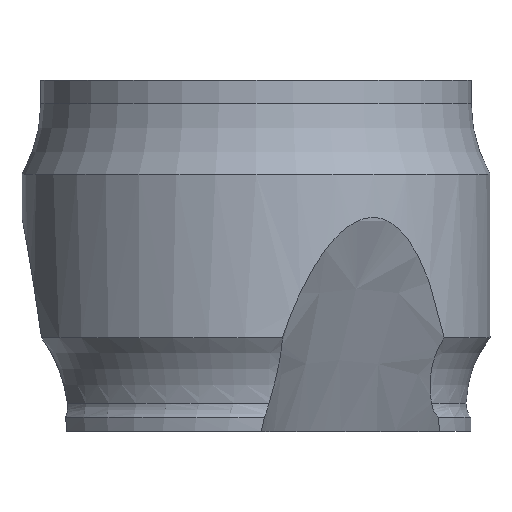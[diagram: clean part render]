
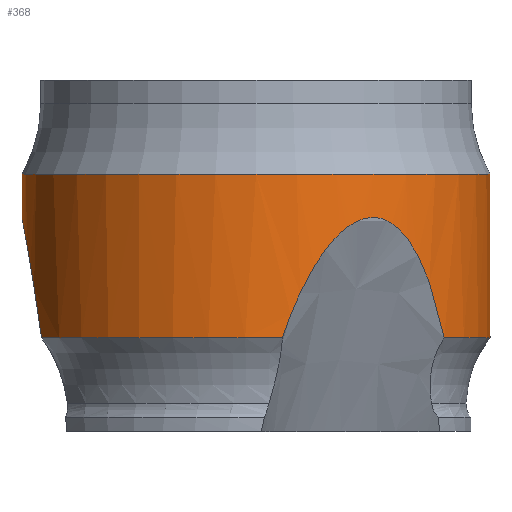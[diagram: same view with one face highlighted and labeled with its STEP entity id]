
A CAD part, left-side view. The second image highlights one B-rep face of the part: STEP entity #368.
In plain terms, the highlighted cylindrical face has radius 50 mm (diameter 100 mm), a full revolution.
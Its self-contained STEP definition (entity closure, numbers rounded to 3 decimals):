
#16=LINE('',#915,#19);
#19=VECTOR('',#522,50.);
#41=CYLINDRICAL_SURFACE('',#425,50.);
#60=FACE_OUTER_BOUND('',#82,.T.);
#82=EDGE_LOOP('',(#320,#321,#322,#323,#324,#325,#326,#327,#328,#329,#330));
#87=CIRCLE('',#387,50.);
#98=CIRCLE('',#411,50.);
#99=CIRCLE('',#414,50.);
#103=CIRCLE('',#426,50.);
#104=CIRCLE('',#427,50.);
#115=B_SPLINE_CURVE_WITH_KNOTS('',3,(#620,#621,#622,#623,#624,#625,#626,
#627,#628,#629,#630,#631,#632,#633),.UNSPECIFIED.,.F.,.F.,(4,2,2,2,2,2,
4),(-6.522,-6.322,-6.122,-5.723,
-4.976,-4.23,-3.209),.UNSPECIFIED.);
#119=B_SPLINE_CURVE_WITH_KNOTS('',3,(#656,#657,#658,#659,#660,#661,#662,
#663,#664,#665,#666,#667,#668,#669),.UNSPECIFIED.,.F.,.F.,(4,2,2,2,2,2,
4),(-9.835,-8.814,-8.068,-7.322,
-6.922,-6.722,-6.522),.UNSPECIFIED.);
#123=B_SPLINE_CURVE_WITH_KNOTS('',3,(#702,#703,#704,#705,#706,#707,#708,
#709,#710,#711,#712,#713,#714,#715,#716,#717,#718,#719,#720,#721,#722,#723,
#724,#725,#726,#727),.UNSPECIFIED.,.F.,.F.,(4,2,2,2,2,2,2,2,2,2,2,2,4),
(-9.835,-8.814,-8.068,-7.322,
-6.922,-6.722,-6.522,-6.322,
-6.122,-5.723,-4.976,-4.23,
-3.209),.UNSPECIFIED.);
#130=B_SPLINE_CURVE_WITH_KNOTS('',3,(#784,#785,#786,#787,#788,#789,#790,
#791,#792,#793,#794,#795,#796,#797,#798,#799,#800,#801,#802,#803,#804,#805,
#806,#807,#808,#809),.UNSPECIFIED.,.F.,.F.,(4,2,2,2,2,2,2,2,2,2,2,2,4),
(-9.835,-8.814,-8.068,-7.322,
-6.922,-6.722,-6.522,-6.322,
-6.122,-5.723,-4.976,-4.23,
-3.209),.UNSPECIFIED.);
#136=VERTEX_POINT('',#541);
#137=VERTEX_POINT('',#550);
#153=VERTEX_POINT('',#618);
#154=VERTEX_POINT('',#619);
#159=VERTEX_POINT('',#690);
#160=VERTEX_POINT('',#701);
#164=VERTEX_POINT('',#753);
#168=VERTEX_POINT('',#911);
#169=VERTEX_POINT('',#912);
#174=EDGE_CURVE('',#137,#136,#87,.T.);
#194=EDGE_CURVE('',#153,#154,#115,.F.);
#198=EDGE_CURVE('',#154,#137,#119,.F.);
#204=EDGE_CURVE('',#159,#153,#98,.T.);
#205=EDGE_CURVE('',#136,#160,#123,.F.);
#210=EDGE_CURVE('',#160,#164,#99,.T.);
#215=EDGE_CURVE('',#164,#159,#130,.F.);
#222=EDGE_CURVE('',#168,#169,#103,.T.);
#223=EDGE_CURVE('',#169,#168,#104,.T.);
#224=EDGE_CURVE('',#169,#154,#16,.T.);
#320=ORIENTED_EDGE('',*,*,#222,.F.);
#321=ORIENTED_EDGE('',*,*,#223,.F.);
#322=ORIENTED_EDGE('',*,*,#224,.T.);
#323=ORIENTED_EDGE('',*,*,#198,.T.);
#324=ORIENTED_EDGE('',*,*,#174,.T.);
#325=ORIENTED_EDGE('',*,*,#205,.T.);
#326=ORIENTED_EDGE('',*,*,#210,.T.);
#327=ORIENTED_EDGE('',*,*,#215,.T.);
#328=ORIENTED_EDGE('',*,*,#204,.T.);
#329=ORIENTED_EDGE('',*,*,#194,.T.);
#330=ORIENTED_EDGE('',*,*,#224,.F.);
#368=ADVANCED_FACE('',(#60),#41,.T.);
#387=AXIS2_PLACEMENT_3D('',#551,#439,#440);
#411=AXIS2_PLACEMENT_3D('',#699,#487,#488);
#414=AXIS2_PLACEMENT_3D('',#762,#493,#494);
#425=AXIS2_PLACEMENT_3D('',#910,#516,#517);
#426=AXIS2_PLACEMENT_3D('',#913,#518,#519);
#427=AXIS2_PLACEMENT_3D('',#914,#520,#521);
#439=DIRECTION('center_axis',(0.,0.,1.));
#440=DIRECTION('ref_axis',(1.,0.,0.));
#487=DIRECTION('center_axis',(0.,0.,1.));
#488=DIRECTION('ref_axis',(1.,0.,0.));
#493=DIRECTION('center_axis',(0.,0.,1.));
#494=DIRECTION('ref_axis',(1.,0.,0.));
#516=DIRECTION('center_axis',(0.,0.,1.));
#517=DIRECTION('ref_axis',(0.,-1.,0.));
#518=DIRECTION('center_axis',(0.,0.,1.));
#519=DIRECTION('ref_axis',(1.,0.,0.));
#520=DIRECTION('center_axis',(0.,0.,1.));
#521=DIRECTION('ref_axis',(1.,0.,0.));
#522=DIRECTION('',(0.,0.,-1.));
#541=CARTESIAN_POINT('',(-49.682,-5.632,20.));
#550=CARTESIAN_POINT('',(-19.964,45.842,20.));
#551=CARTESIAN_POINT('Origin',(0.,0.,20.));
#618=CARTESIAN_POINT('',(19.964,45.842,20.));
#619=CARTESIAN_POINT('',(0.,50.,45.717));
#620=CARTESIAN_POINT('Ctrl Pts',(0.,50.,
45.717));
#621=CARTESIAN_POINT('Ctrl Pts',(0.666,50.,45.717));
#622=CARTESIAN_POINT('Ctrl Pts',(1.35,49.986,45.643));
#623=CARTESIAN_POINT('Ctrl Pts',(2.707,49.931,45.344));
#624=CARTESIAN_POINT('Ctrl Pts',(3.38,49.89,45.119));
#625=CARTESIAN_POINT('Ctrl Pts',(5.325,49.733,44.26));
#626=CARTESIAN_POINT('Ctrl Pts',(6.525,49.583,43.437));
#627=CARTESIAN_POINT('Ctrl Pts',(9.418,49.142,40.983));
#628=CARTESIAN_POINT('Ctrl Pts',(11.101,48.776,38.907));
#629=CARTESIAN_POINT('Ctrl Pts',(14.03,48.015,34.43));
#630=CARTESIAN_POINT('Ctrl Pts',(15.275,47.622,32.029));
#631=CARTESIAN_POINT('Ctrl Pts',(17.689,46.79,26.72));
#632=CARTESIAN_POINT('Ctrl Pts',(18.906,46.302,23.426));
#633=CARTESIAN_POINT('Ctrl Pts',(19.964,45.842,20.));
#656=CARTESIAN_POINT('Ctrl Pts',(-19.964,45.842,20.));
#657=CARTESIAN_POINT('Ctrl Pts',(-18.906,46.302,23.426));
#658=CARTESIAN_POINT('Ctrl Pts',(-17.689,46.79,26.72));
#659=CARTESIAN_POINT('Ctrl Pts',(-15.275,47.622,32.029));
#660=CARTESIAN_POINT('Ctrl Pts',(-14.03,48.015,34.43));
#661=CARTESIAN_POINT('Ctrl Pts',(-11.101,48.776,38.907));
#662=CARTESIAN_POINT('Ctrl Pts',(-9.418,49.142,40.983));
#663=CARTESIAN_POINT('Ctrl Pts',(-6.525,49.583,43.437));
#664=CARTESIAN_POINT('Ctrl Pts',(-5.325,49.733,44.26));
#665=CARTESIAN_POINT('Ctrl Pts',(-3.38,49.89,45.119));
#666=CARTESIAN_POINT('Ctrl Pts',(-2.707,49.931,45.344));
#667=CARTESIAN_POINT('Ctrl Pts',(-1.35,49.986,45.643));
#668=CARTESIAN_POINT('Ctrl Pts',(-0.666,50.,45.717));
#669=CARTESIAN_POINT('Ctrl Pts',(0.,50.,
45.717));
#690=CARTESIAN_POINT('',(49.682,-5.632,20.));
#699=CARTESIAN_POINT('Origin',(0.,0.,20.));
#701=CARTESIAN_POINT('',(-29.718,-40.21,20.));
#702=CARTESIAN_POINT('Ctrl Pts',(-29.718,-40.21,20.));
#703=CARTESIAN_POINT('Ctrl Pts',(-30.646,-39.524,23.426));
#704=CARTESIAN_POINT('Ctrl Pts',(-31.676,-38.714,26.72));
#705=CARTESIAN_POINT('Ctrl Pts',(-33.604,-37.039,32.029));
#706=CARTESIAN_POINT('Ctrl Pts',(-34.567,-36.158,34.43));
#707=CARTESIAN_POINT('Ctrl Pts',(-36.69,-34.002,38.907));
#708=CARTESIAN_POINT('Ctrl Pts',(-37.849,-32.727,40.983));
#709=CARTESIAN_POINT('Ctrl Pts',(-39.678,-30.442,43.437));
#710=CARTESIAN_POINT('Ctrl Pts',(-40.407,-29.478,44.26));
#711=CARTESIAN_POINT('Ctrl Pts',(-41.516,-27.872,45.119));
#712=CARTESIAN_POINT('Ctrl Pts',(-41.888,-27.31,45.344));
#713=CARTESIAN_POINT('Ctrl Pts',(-42.615,-26.162,45.643));
#714=CARTESIAN_POINT('Ctrl Pts',(-42.968,-25.577,45.717));
#715=CARTESIAN_POINT('Ctrl Pts',(-43.634,-24.423,45.717));
#716=CARTESIAN_POINT('Ctrl Pts',(-43.964,-23.824,45.643));
#717=CARTESIAN_POINT('Ctrl Pts',(-44.595,-22.622,45.344));
#718=CARTESIAN_POINT('Ctrl Pts',(-44.896,-22.018,45.119));
#719=CARTESIAN_POINT('Ctrl Pts',(-45.732,-20.255,44.26));
#720=CARTESIAN_POINT('Ctrl Pts',(-46.203,-19.141,43.437));
#721=CARTESIAN_POINT('Ctrl Pts',(-47.267,-16.414,40.983));
#722=CARTESIAN_POINT('Ctrl Pts',(-47.791,-14.774,38.907));
#723=CARTESIAN_POINT('Ctrl Pts',(-48.597,-11.857,34.43));
#724=CARTESIAN_POINT('Ctrl Pts',(-48.879,-10.582,32.029));
#725=CARTESIAN_POINT('Ctrl Pts',(-49.366,-8.075,26.72));
#726=CARTESIAN_POINT('Ctrl Pts',(-49.552,-6.778,23.426));
#727=CARTESIAN_POINT('Ctrl Pts',(-49.682,-5.632,20.));
#753=CARTESIAN_POINT('',(29.718,-40.21,20.));
#762=CARTESIAN_POINT('Origin',(0.,0.,20.));
#784=CARTESIAN_POINT('Ctrl Pts',(49.682,-5.632,20.));
#785=CARTESIAN_POINT('Ctrl Pts',(49.552,-6.778,23.426));
#786=CARTESIAN_POINT('Ctrl Pts',(49.366,-8.075,26.72));
#787=CARTESIAN_POINT('Ctrl Pts',(48.879,-10.582,32.029));
#788=CARTESIAN_POINT('Ctrl Pts',(48.597,-11.857,34.43));
#789=CARTESIAN_POINT('Ctrl Pts',(47.791,-14.774,38.907));
#790=CARTESIAN_POINT('Ctrl Pts',(47.267,-16.414,40.983));
#791=CARTESIAN_POINT('Ctrl Pts',(46.203,-19.141,43.437));
#792=CARTESIAN_POINT('Ctrl Pts',(45.732,-20.255,44.26));
#793=CARTESIAN_POINT('Ctrl Pts',(44.896,-22.018,45.119));
#794=CARTESIAN_POINT('Ctrl Pts',(44.595,-22.622,45.344));
#795=CARTESIAN_POINT('Ctrl Pts',(43.964,-23.824,45.643));
#796=CARTESIAN_POINT('Ctrl Pts',(43.634,-24.423,45.717));
#797=CARTESIAN_POINT('Ctrl Pts',(42.968,-25.577,45.717));
#798=CARTESIAN_POINT('Ctrl Pts',(42.615,-26.162,45.643));
#799=CARTESIAN_POINT('Ctrl Pts',(41.888,-27.31,45.344));
#800=CARTESIAN_POINT('Ctrl Pts',(41.516,-27.872,45.119));
#801=CARTESIAN_POINT('Ctrl Pts',(40.407,-29.478,44.26));
#802=CARTESIAN_POINT('Ctrl Pts',(39.678,-30.442,43.437));
#803=CARTESIAN_POINT('Ctrl Pts',(37.849,-32.727,40.983));
#804=CARTESIAN_POINT('Ctrl Pts',(36.69,-34.002,38.907));
#805=CARTESIAN_POINT('Ctrl Pts',(34.567,-36.158,34.43));
#806=CARTESIAN_POINT('Ctrl Pts',(33.604,-37.039,32.029));
#807=CARTESIAN_POINT('Ctrl Pts',(31.676,-38.714,26.72));
#808=CARTESIAN_POINT('Ctrl Pts',(30.646,-39.524,23.426));
#809=CARTESIAN_POINT('Ctrl Pts',(29.718,-40.21,20.));
#910=CARTESIAN_POINT('Origin',(0.,0.,25.));
#911=CARTESIAN_POINT('',(-50.,0.,55.));
#912=CARTESIAN_POINT('',(0.,50.,55.));
#913=CARTESIAN_POINT('Origin',(0.,0.,55.));
#914=CARTESIAN_POINT('Origin',(0.,0.,55.));
#915=CARTESIAN_POINT('',(0.,50.,25.));
